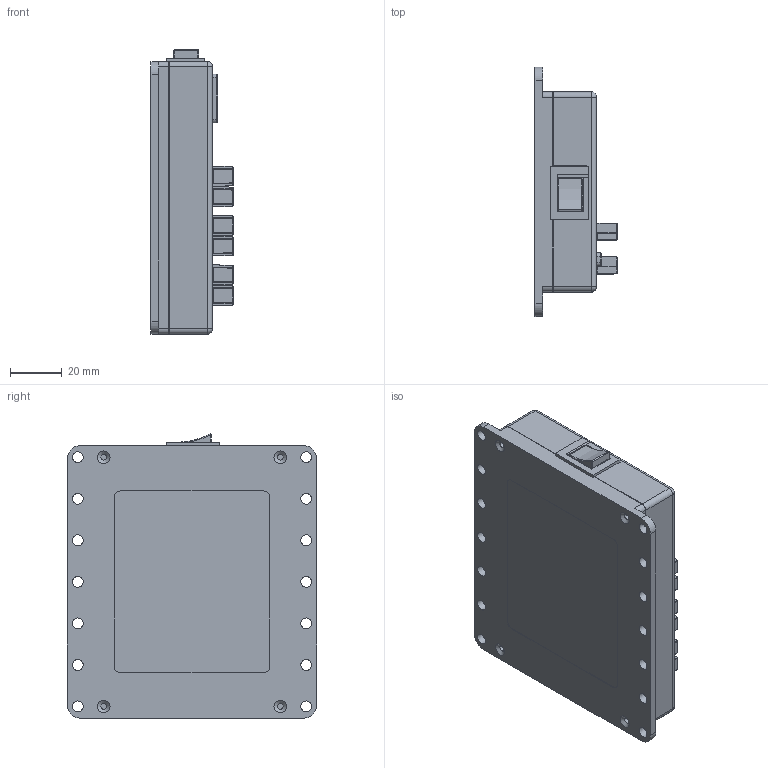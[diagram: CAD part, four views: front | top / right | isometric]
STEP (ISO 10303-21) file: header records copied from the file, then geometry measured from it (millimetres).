
FILE_DESCRIPTION(/* description */ (''),/* implementation_level */ '2;1');
FILE_NAME(/* name */ 'Core_Power_Distribution_Module.stp',/* time_stamp */ '2015-05-06T09:54:34-04:00',/* author */ ('Colton Mehlhoff'),/* organization */ (''),/* preprocessor_version */ 'ST-DEVELOPER v15.6',/* originating_system */ 'Autodesk Inventor 2015',/* authorisation */ '');
FILE_SCHEMA (('AUTOMOTIVE_DESIGN { 1 0 10303 214 3 1 1 }'));
Products named in the file (1): Core_Power_Distribution_Module
Bounding box: 31.59 x 96 x 109.54 mm (x, y, z)
Volume: 192548.5 mm3; surface area: 46139.5 mm2
Topology: 1 solids, 13 shells, 1831 faces, 4937 edges, 3151 vertices
Faces by surface type: plane 1134, cylinder 429, bspline 150, cone 50, sphere 38, torus 30
Full cylindrical faces by diameter (mm): 2.25 x4, 4.2 x14
Entity records: 63372 total; most frequent: CARTESIAN_POINT 16632, ORIENTED_EDGE 9782, DIRECTION 8903, EDGE_CURVE 4891, LINE 3619, VECTOR 3619, VERTEX_POINT 3151, AXIS2_PLACEMENT_3D 2642
